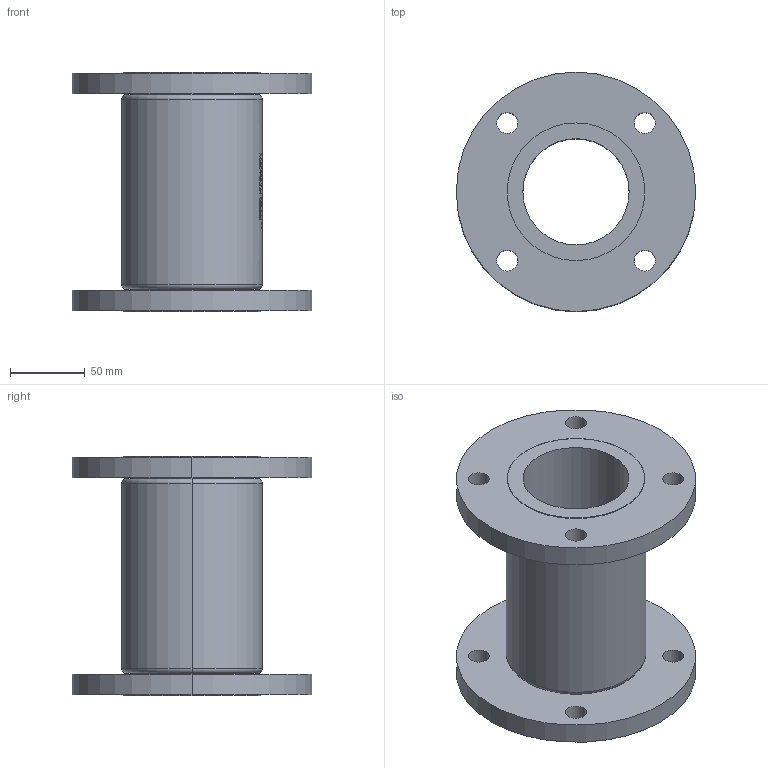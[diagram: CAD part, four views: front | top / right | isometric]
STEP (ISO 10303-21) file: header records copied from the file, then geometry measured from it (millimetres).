
FILE_DESCRIPTION (( 'STEP AP214' ), '1' );
FILE_NAME ('7150000_DN065_PN06_51422030.STEP', '2022-02-02T07:22:27', ( 'axxx' ), ( 'Hewlett-Packard Company' ), 'SwSTEP 2.0', 'SolidWorks 2019', '' );
FILE_SCHEMA (( 'AUTOMOTIVE_DESIGN' ));
Length unit declared in the file: millimetre
Products named in the file (1): 7150000_DN065_PN06_51422030
Bounding box: 160 x 160 x 160 mm (x, y, z)
Volume: 820359.1 mm3; surface area: 160175.1 mm2
Topology: 1 solids, 1 shells, 538 faces, 1397 edges, 930 vertices
Faces by surface type: bspline 242, plane 239, cylinder 49, torus 8
Entity records: 30257 total; most frequent: CARTESIAN_POINT 18662, ORIENTED_EDGE 2794, DIRECTION 1595, EDGE_CURVE 1397, VERTEX_POINT 930, LINE 733, VECTOR 733, EDGE_LOOP 625
